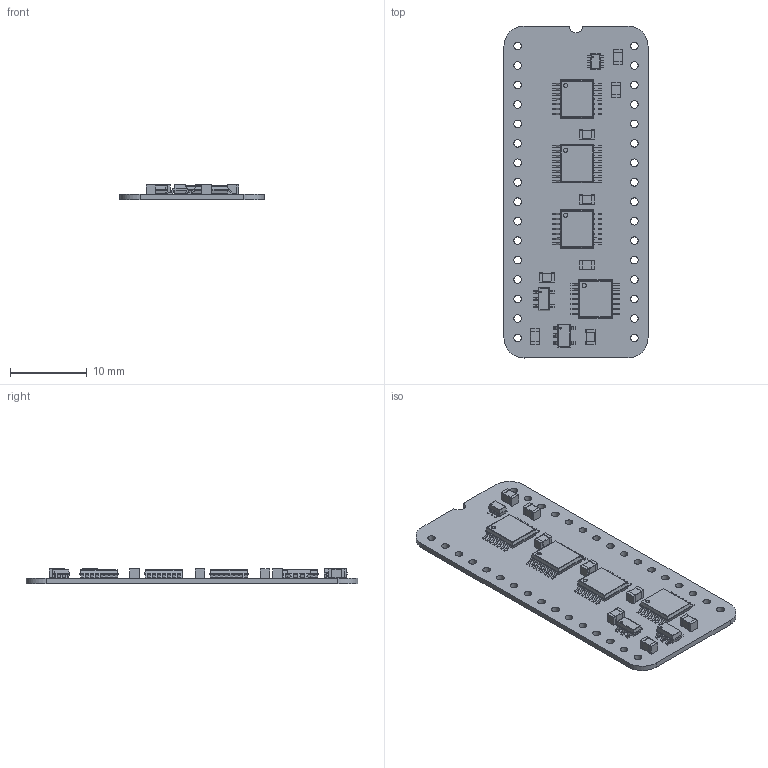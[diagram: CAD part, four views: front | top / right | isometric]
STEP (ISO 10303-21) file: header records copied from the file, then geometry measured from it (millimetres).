
FILE_DESCRIPTION(('KiCad electronic assembly'),'2;1');
FILE_NAME('Device Decode stage A.step','2024-09-02T19:55:45',('Pcbnew'), ('Kicad'),'Open CASCADE STEP processor 7.8','KiCad to STEP converter', 'Unknown');
FILE_SCHEMA(('AUTOMOTIVE_DESIGN { 1 0 10303 214 1 1 1 1 }'));
Length unit declared in the file: millimetre
Products named in the file (14): Device Decode stage A 1; C_0805_2012Metric; M74VHC1G126DTT1G; ASSEMBLY; AP7365-33WG-7; 74LVC74APW,118; MC74VHC139DR2G; 74LVC2G04GW-Q100H; Device Decode stage A_PCB
Assembly tree (22 placements, depth 3):
  Device Decode stage A 1
    C_0805_2012Metric  x8
      C_0805_2012Metric
    M74VHC1G126DTT1G
      ASSEMBLY
    AP7365-33WG-7
      ASSEMBLY
    74LVC74APW,118  x3
      ASSEMBLY
    MC74VHC139DR2G
      ASSEMBLY
    74LVC2G04GW-Q100H
      ASSEMBLY
    Device Decode stage A_PCB
Bounding box: 18.8 x 43.33 x 2.05 mm (x, y, z)
Volume: 670.3 mm3; surface area: 2175.8 mm2
Topology: 90 solids, 90 shells, 1398 faces, 3473 edges, 2278 vertices
Faces by surface type: plane 980, cylinder 418
Full cylindrical faces by diameter (mm): 0.156 x1, 0.188 x1, 0.2 x1, 0.55 x4, 1 x32
Entity records: 23778 total; most frequent: CARTESIAN_POINT 4038, DIRECTION 4001, ORIENTED_EDGE 3902, EDGE_CURVE 1951, LINE 1527, VECTOR 1527, VERTEX_POINT 1274, AXIS2_PLACEMENT_3D 1237
